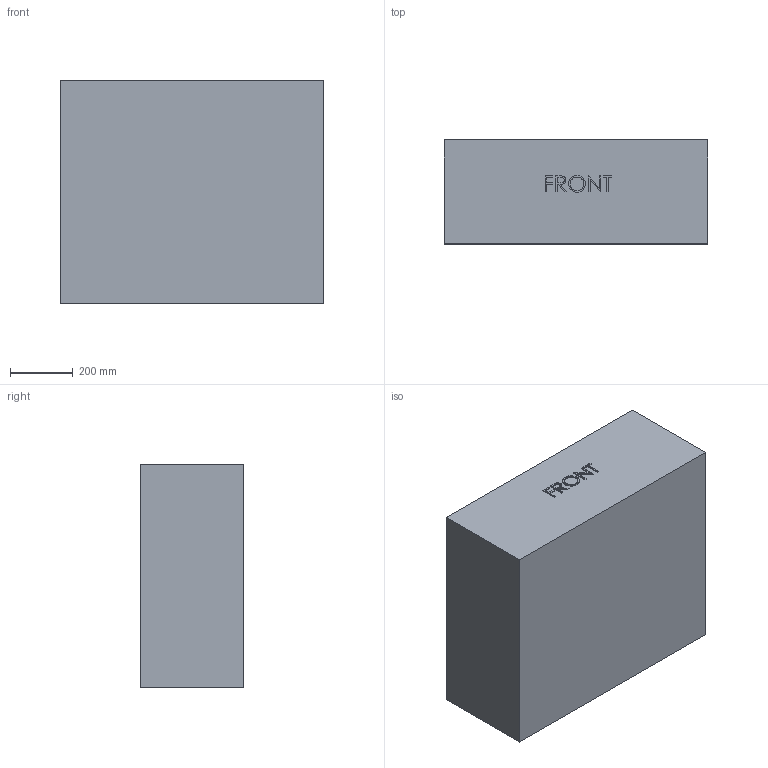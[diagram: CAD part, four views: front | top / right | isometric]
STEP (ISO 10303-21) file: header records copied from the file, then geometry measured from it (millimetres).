
FILE_DESCRIPTION (( 'STEP AP203' ), '1' );
FILE_NAME ('1690 OEM BOTTOM.STEP', '2007-03-09T21:04:21', ( ' ' ), ( ' ' ), 'SwSTEP 2.0', 'SolidWorks 2006233', '' );
FILE_SCHEMA (( 'CONFIG_CONTROL_DESIGN' ));
Length unit declared in the file: inch
Products named in the file (1): 1690 OEM BOTTOM
Bounding box: 835.91 x 330.2 x 711.45 mm (x, y, z)
Volume: 40945364.9 mm3; surface area: 3024066.8 mm2
Topology: 1 solids, 1 shells, 397 faces, 954 edges, 560 vertices
Faces by surface type: bspline 159, plane 128, cylinder 86, torus 16, sphere 8
Entity records: 15571 total; most frequent: CARTESIAN_POINT 7690, ORIENTED_EDGE 1892, DIRECTION 1308, EDGE_CURVE 946, VERTEX_POINT 560, AXIS2_PLACEMENT_3D 465, EDGE_LOOP 406, FACE_OUTER_BOUND 397
